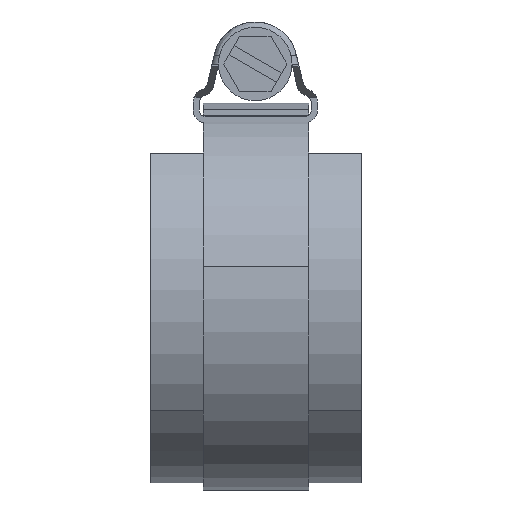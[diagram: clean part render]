
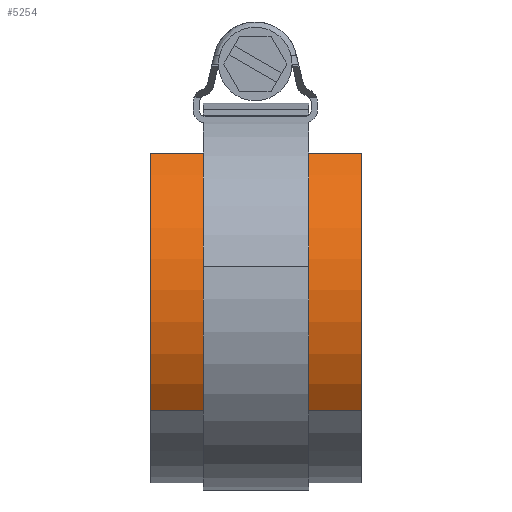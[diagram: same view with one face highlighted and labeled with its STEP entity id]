
A CAD part, left-side view. The second image highlights one B-rep face of the part: STEP entity #5254.
In plain terms, the highlighted cylindrical face has radius 22.225 mm (diameter 44.45 mm), a partial arc.
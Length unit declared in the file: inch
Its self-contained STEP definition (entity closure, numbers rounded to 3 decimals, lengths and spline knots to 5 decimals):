
#148 = CIRCLE ( 'NONE', #3024, 0.875 ) ;
#277 = ORIENTED_EDGE ( 'NONE', *, *, #4274, .T. ) ;
#304 = CARTESIAN_POINT ( 'NONE',  ( 0., 0.875, 0.5 ) ) ;
#825 = CARTESIAN_POINT ( 'NONE',  ( -0.875, 0., 0.5 ) ) ;
#1012 = DIRECTION ( 'NONE',  ( 0., 0., 1. ) ) ;
#1027 = AXIS2_PLACEMENT_3D ( 'NONE', #2530, #1012, #2569 ) ;
#1163 = DIRECTION ( 'NONE',  ( 0., 0., 1. ) ) ;
#1249 = CARTESIAN_POINT ( 'NONE',  ( -0.875, 0., 0.5 ) ) ;
#1487 = CIRCLE ( 'NONE', #1027, 0.875 ) ;
#1506 = EDGE_CURVE ( 'NONE', #5745, #2069, #1487, .T. ) ;
#1814 = VERTEX_POINT ( 'NONE', #1249 ) ;
#2069 = VERTEX_POINT ( 'NONE', #6883 ) ;
#2476 = ORIENTED_EDGE ( 'NONE', *, *, #5687, .F. ) ;
#2530 = CARTESIAN_POINT ( 'NONE',  ( 0., 0., -0.5 ) ) ;
#2569 = DIRECTION ( 'NONE',  ( 1., 0., 0. ) ) ;
#2838 = FACE_OUTER_BOUND ( 'NONE', #6693, .T. ) ;
#2883 = VERTEX_POINT ( 'NONE', #304 ) ;
#3023 = DIRECTION ( 'NONE',  ( 0., 0., -1. ) ) ;
#3024 = AXIS2_PLACEMENT_3D ( 'NONE', #6008, #1163, #3803 ) ;
#3293 = VECTOR ( 'NONE', #3023, 39.37008 ) ;
#3604 = ORIENTED_EDGE ( 'NONE', *, *, #6191, .F. ) ;
#3769 = DIRECTION ( 'NONE',  ( 0., 0., -1. ) ) ;
#3803 = DIRECTION ( 'NONE',  ( 1., 0., 0. ) ) ;
#3846 = CARTESIAN_POINT ( 'NONE',  ( 0., 0., 0.5 ) ) ;
#4274 = EDGE_CURVE ( 'NONE', #2883, #5745, #4865, .T. ) ;
#4865 = LINE ( 'NONE', #7157, #4881 ) ;
#4881 = VECTOR ( 'NONE', #7125, 39.37008 ) ;
#5064 = CYLINDRICAL_SURFACE ( 'NONE', #6527, 0.875 ) ;
#5167 = LINE ( 'NONE', #825, #3293 ) ;
#5254 = ADVANCED_FACE ( 'NONE', ( #2838 ), #5064, .T. ) ;
#5687 = EDGE_CURVE ( 'NONE', #2883, #1814, #148, .T. ) ;
#5740 = CARTESIAN_POINT ( 'NONE',  ( 0., 0.875, -0.5 ) ) ;
#5745 = VERTEX_POINT ( 'NONE', #5740 ) ;
#5966 = ORIENTED_EDGE ( 'NONE', *, *, #1506, .T. ) ;
#6008 = CARTESIAN_POINT ( 'NONE',  ( 0., 0., 0.5 ) ) ;
#6050 = DIRECTION ( 'NONE',  ( -1., 0., 0. ) ) ;
#6191 = EDGE_CURVE ( 'NONE', #1814, #2069, #5167, .T. ) ;
#6527 = AXIS2_PLACEMENT_3D ( 'NONE', #3846, #3769, #6050 ) ;
#6693 = EDGE_LOOP ( 'NONE', ( #3604, #2476, #277, #5966 ) ) ;
#6883 = CARTESIAN_POINT ( 'NONE',  ( -0.875, 0., -0.5 ) ) ;
#7125 = DIRECTION ( 'NONE',  ( 0., 0., -1. ) ) ;
#7157 = CARTESIAN_POINT ( 'NONE',  ( 0., 0.875, 0.5 ) ) ;
